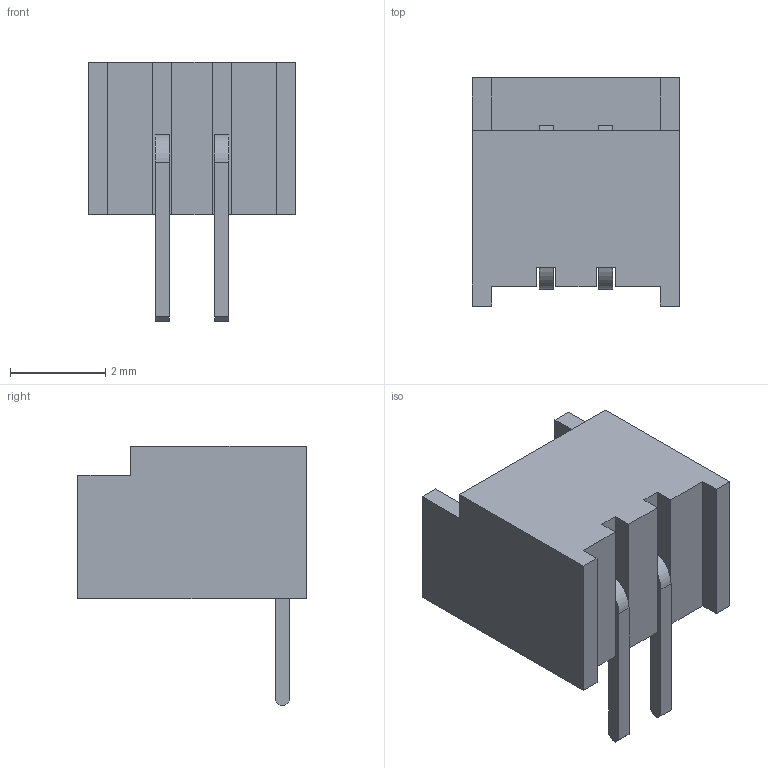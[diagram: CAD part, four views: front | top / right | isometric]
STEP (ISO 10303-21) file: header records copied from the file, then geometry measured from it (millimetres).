
FILE_DESCRIPTION (( 'STEP AP214' ), '1' );
FILE_NAME ('CONN-TH_1.25T-2AW.step', '2022-07-29T15:38:26', ( '' ), ( '' ), 'SwSTEP 2.0', 'SolidWorks 2020', '' );
FILE_SCHEMA (( 'AUTOMOTIVE_DESIGN' ));
Length unit declared in the file: millimetre
Products named in the file (1): CONN-TH_1.25T-2AW
Bounding box: 4.35 x 4.8 x 5.45 mm (x, y, z)
Volume: 30.8 mm3; surface area: 155.1 mm2
Topology: 14 solids, 14 shells, 349 faces, 930 edges, 620 vertices
Faces by surface type: plane 231, bspline 114, cylinder 4
Entity records: 15234 total; most frequent: CARTESIAN_POINT 4262, ORIENTED_EDGE 1860, DIRECTION 1178, EDGE_CURVE 930, LINE 690, VECTOR 690, VERTEX_POINT 620, EDGE_LOOP 372
